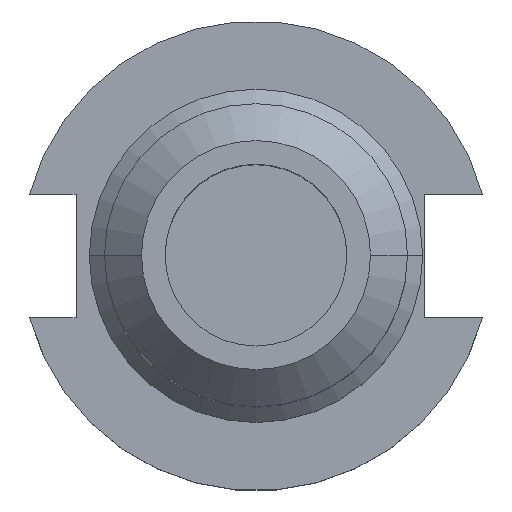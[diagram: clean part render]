
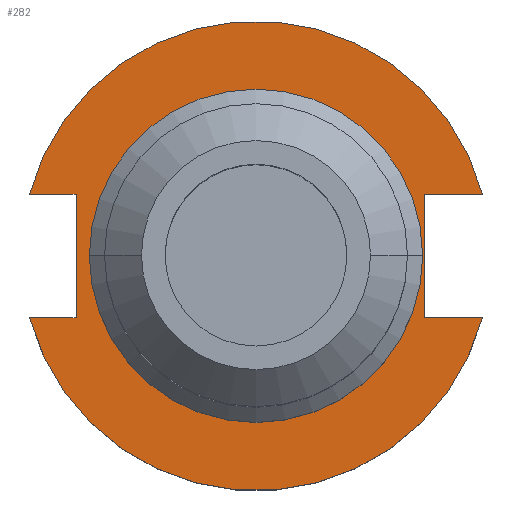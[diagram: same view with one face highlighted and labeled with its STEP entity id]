
A CAD part, top view. The second image highlights one B-rep face of the part: STEP entity #282.
In plain terms, the highlighted planar face has unit normal (0, 0, 1).
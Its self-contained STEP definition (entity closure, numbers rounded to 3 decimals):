
#1 = ORIENTED_EDGE ( 'NONE', *, *, #1250, .F. ) ;
#38 = CIRCLE ( 'NONE', #1046, 49.212 ) ;
#54 = ORIENTED_EDGE ( 'NONE', *, *, #66, .T. ) ;
#66 = EDGE_CURVE ( 'NONE', #307, #335, #1162, .T. ) ;
#76 = CARTESIAN_POINT ( 'NONE',  ( -47.477, -12.954, 19.05 ) ) ;
#98 = CARTESIAN_POINT ( 'NONE',  ( 47.477, 12.954, 19.05 ) ) ;
#114 = CARTESIAN_POINT ( 'NONE',  ( 35.306, 12.954, 19.05 ) ) ;
#115 = CARTESIAN_POINT ( 'NONE',  ( 0., 0., 19.05 ) ) ;
#116 = CARTESIAN_POINT ( 'NONE',  ( -37.719, -12.954, 19.05 ) ) ;
#151 = VERTEX_POINT ( 'NONE', #1499 ) ;
#195 = DIRECTION ( 'NONE',  ( 1., 0., 0. ) ) ;
#209 = CARTESIAN_POINT ( 'NONE',  ( 0., 0., 19.05 ) ) ;
#216 = VECTOR ( 'NONE', #195, 1000. ) ;
#221 = ORIENTED_EDGE ( 'NONE', *, *, #1565, .F. ) ;
#237 = DIRECTION ( 'NONE',  ( 1., 0., 0. ) ) ;
#238 = CARTESIAN_POINT ( 'NONE',  ( 35.306, 12.954, 19.05 ) ) ;
#254 = CARTESIAN_POINT ( 'NONE',  ( 35.306, 12.954, 19.05 ) ) ;
#282 = ADVANCED_FACE ( 'NONE', ( #533, #1507 ), #1560, .T. ) ;
#295 = CARTESIAN_POINT ( 'NONE',  ( 0., 49.212, 19.05 ) ) ;
#307 = VERTEX_POINT ( 'NONE', #76 ) ;
#308 = VECTOR ( 'NONE', #1102, 1000. ) ;
#330 = CIRCLE ( 'NONE', #1025, 34.925 ) ;
#334 = DIRECTION ( 'NONE',  ( 1., 0., 0. ) ) ;
#335 = VERTEX_POINT ( 'NONE', #1375 ) ;
#374 = CARTESIAN_POINT ( 'NONE',  ( -37.719, 12.954, 19.05 ) ) ;
#398 = CARTESIAN_POINT ( 'NONE',  ( -47.477, 12.954, 19.05 ) ) ;
#420 = CARTESIAN_POINT ( 'NONE',  ( 0., 0., 19.05 ) ) ;
#452 = EDGE_CURVE ( 'NONE', #1571, #1333, #38, .T. ) ;
#459 = VERTEX_POINT ( 'NONE', #884 ) ;
#505 = ORIENTED_EDGE ( 'NONE', *, *, #880, .F. ) ;
#528 = LINE ( 'NONE', #1459, #216 ) ;
#533 = FACE_BOUND ( 'NONE', #1457, .T. ) ;
#570 = VERTEX_POINT ( 'NONE', #116 ) ;
#596 = CARTESIAN_POINT ( 'NONE',  ( 35.306, -12.954, 19.05 ) ) ;
#634 = VECTOR ( 'NONE', #1152, 1000. ) ;
#641 = CARTESIAN_POINT ( 'NONE',  ( -37.719, 12.954, 19.05 ) ) ;
#648 = ORIENTED_EDGE ( 'NONE', *, *, #452, .T. ) ;
#656 = ORIENTED_EDGE ( 'NONE', *, *, #905, .F. ) ;
#666 = LINE ( 'NONE', #254, #308 ) ;
#737 = VERTEX_POINT ( 'NONE', #114 ) ;
#743 = DIRECTION ( 'NONE',  ( -1., 0., 0. ) ) ;
#771 = CARTESIAN_POINT ( 'NONE',  ( 0., 0., 19.05 ) ) ;
#803 = DIRECTION ( 'NONE',  ( 1., 0., 0. ) ) ;
#840 = DIRECTION ( 'NONE',  ( 0., 0., 1. ) ) ;
#878 = DIRECTION ( 'NONE',  ( 0., 1., 0. ) ) ;
#880 = EDGE_CURVE ( 'NONE', #307, #570, #528, .T. ) ;
#884 = CARTESIAN_POINT ( 'NONE',  ( 34.925, 0., 19.05 ) ) ;
#892 = DIRECTION ( 'NONE',  ( 0., 0., 1. ) ) ;
#904 = ORIENTED_EDGE ( 'NONE', *, *, #1400, .F. ) ;
#905 = EDGE_CURVE ( 'NONE', #1272, #1333, #1178, .T. ) ;
#934 = AXIS2_PLACEMENT_3D ( 'NONE', #209, #840, #981 ) ;
#943 = VECTOR ( 'NONE', #743, 1000. ) ;
#981 = DIRECTION ( 'NONE',  ( 1., 0., 0. ) ) ;
#988 = ORIENTED_EDGE ( 'NONE', *, *, #1134, .F. ) ;
#999 = EDGE_LOOP ( 'NONE', ( #54, #904, #1246, #1447, #648, #656, #221, #505 ) ) ;
#1022 = DIRECTION ( 'NONE',  ( 0., 0., 1. ) ) ;
#1025 = AXIS2_PLACEMENT_3D ( 'NONE', #115, #1022, #237 ) ;
#1040 = VECTOR ( 'NONE', #803, 1000. ) ;
#1045 = EDGE_CURVE ( 'NONE', #737, #1567, #666, .T. ) ;
#1046 = AXIS2_PLACEMENT_3D ( 'NONE', #771, #892, #1129 ) ;
#1062 = DIRECTION ( 'NONE',  ( 0., 0., 1. ) ) ;
#1102 = DIRECTION ( 'NONE',  ( 0., -1., 0. ) ) ;
#1129 = DIRECTION ( 'NONE',  ( 1., 0., 0. ) ) ;
#1134 = EDGE_CURVE ( 'NONE', #459, #151, #1509, .T. ) ;
#1144 = LINE ( 'NONE', #641, #1216 ) ;
#1152 = DIRECTION ( 'NONE',  ( -1., 0., 0. ) ) ;
#1162 = CIRCLE ( 'NONE', #934, 49.212 ) ;
#1178 = LINE ( 'NONE', #1464, #943 ) ;
#1216 = VECTOR ( 'NONE', #878, 1000. ) ;
#1238 = AXIS2_PLACEMENT_3D ( 'NONE', #295, #1062, #334 ) ;
#1246 = ORIENTED_EDGE ( 'NONE', *, *, #1045, .F. ) ;
#1250 = EDGE_CURVE ( 'NONE', #151, #459, #330, .T. ) ;
#1259 = EDGE_CURVE ( 'NONE', #1571, #737, #1308, .T. ) ;
#1272 = VERTEX_POINT ( 'NONE', #374 ) ;
#1304 = DIRECTION ( 'NONE',  ( 0., 0., 1. ) ) ;
#1308 = LINE ( 'NONE', #238, #634 ) ;
#1333 = VERTEX_POINT ( 'NONE', #398 ) ;
#1373 = LINE ( 'NONE', #1427, #1040 ) ;
#1375 = CARTESIAN_POINT ( 'NONE',  ( 47.477, -12.954, 19.05 ) ) ;
#1385 = AXIS2_PLACEMENT_3D ( 'NONE', #420, #1304, #1426 ) ;
#1400 = EDGE_CURVE ( 'NONE', #1567, #335, #1373, .T. ) ;
#1426 = DIRECTION ( 'NONE',  ( 1., 0., 0. ) ) ;
#1427 = CARTESIAN_POINT ( 'NONE',  ( 35.306, -12.954, 19.05 ) ) ;
#1447 = ORIENTED_EDGE ( 'NONE', *, *, #1259, .F. ) ;
#1457 = EDGE_LOOP ( 'NONE', ( #988, #1 ) ) ;
#1459 = CARTESIAN_POINT ( 'NONE',  ( -63.719, -12.954, 19.05 ) ) ;
#1464 = CARTESIAN_POINT ( 'NONE',  ( -63.719, 12.954, 19.05 ) ) ;
#1499 = CARTESIAN_POINT ( 'NONE',  ( -34.925, 0., 19.05 ) ) ;
#1507 = FACE_OUTER_BOUND ( 'NONE', #999, .T. ) ;
#1509 = CIRCLE ( 'NONE', #1385, 34.925 ) ;
#1560 = PLANE ( 'NONE',  #1238 ) ;
#1565 = EDGE_CURVE ( 'NONE', #570, #1272, #1144, .T. ) ;
#1567 = VERTEX_POINT ( 'NONE', #596 ) ;
#1571 = VERTEX_POINT ( 'NONE', #98 ) ;
